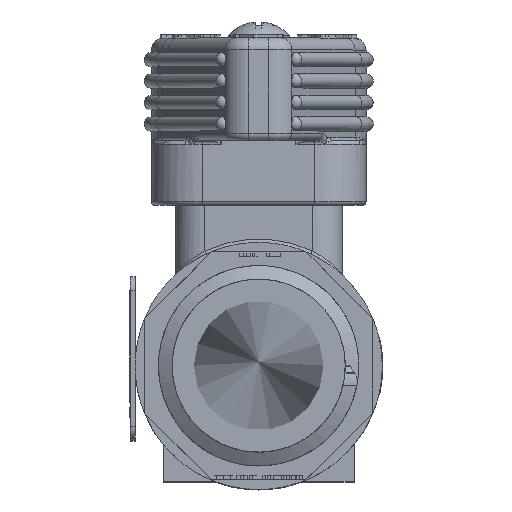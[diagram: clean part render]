
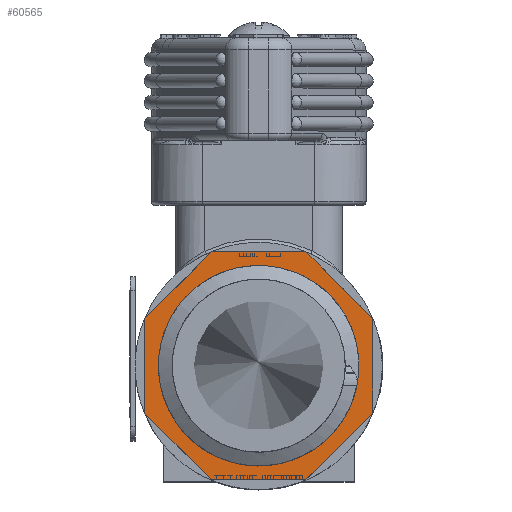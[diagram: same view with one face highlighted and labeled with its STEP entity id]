
A CAD part, top view. The second image highlights one B-rep face of the part: STEP entity #60565.
In plain terms, the highlighted face is planar.
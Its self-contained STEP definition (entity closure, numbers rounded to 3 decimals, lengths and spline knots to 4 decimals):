
#3818=FACE_BOUND('',#10780,.T.);
#4420=PLANE('',#64447);
#7203=FACE_OUTER_BOUND('',#10779,.T.);
#10779=EDGE_LOOP('',(#44201,#44202,#44203,#44204,#44205,#44206,#44207,#44208));
#10780=EDGE_LOOP('',(#44209));
#14812=LINE('',#88775,#20673);
#14900=LINE('',#89204,#20761);
#14903=LINE('',#89209,#20764);
#14905=LINE('',#89213,#20766);
#14907=LINE('',#89217,#20768);
#14908=LINE('',#89219,#20769);
#14910=LINE('',#89224,#20771);
#14911=LINE('',#89226,#20772);
#20673=VECTOR('',#69340,0.3937);
#20761=VECTOR('',#69544,0.3937);
#20764=VECTOR('',#69549,0.3937);
#20766=VECTOR('',#69553,0.3937);
#20768=VECTOR('',#69557,0.3937);
#20769=VECTOR('',#69560,0.3937);
#20771=VECTOR('',#69566,0.3937);
#20772=VECTOR('',#69569,0.3937);
#26155=CIRCLE('',#64310,0.3629);
#27834=VERTEX_POINT('',#86303);
#28024=VERTEX_POINT('',#88772);
#28025=VERTEX_POINT('',#88774);
#28115=VERTEX_POINT('',#89201);
#28116=VERTEX_POINT('',#89203);
#28117=VERTEX_POINT('',#89207);
#28118=VERTEX_POINT('',#89211);
#28119=VERTEX_POINT('',#89215);
#28120=VERTEX_POINT('',#89222);
#33882=EDGE_CURVE('',#27834,#27834,#26155,.T.);
#34170=EDGE_CURVE('',#28025,#28024,#14812,.T.);
#34301=EDGE_CURVE('',#28116,#28115,#14900,.T.);
#34304=EDGE_CURVE('',#28115,#28117,#14903,.T.);
#34306=EDGE_CURVE('',#28117,#28118,#14905,.T.);
#34308=EDGE_CURVE('',#28118,#28119,#14907,.T.);
#34309=EDGE_CURVE('',#28119,#28025,#14908,.T.);
#34311=EDGE_CURVE('',#28024,#28120,#14910,.T.);
#34312=EDGE_CURVE('',#28120,#28116,#14911,.T.);
#44201=ORIENTED_EDGE('',*,*,#34308,.T.);
#44202=ORIENTED_EDGE('',*,*,#34309,.T.);
#44203=ORIENTED_EDGE('',*,*,#34170,.T.);
#44204=ORIENTED_EDGE('',*,*,#34311,.T.);
#44205=ORIENTED_EDGE('',*,*,#34312,.T.);
#44206=ORIENTED_EDGE('',*,*,#34301,.T.);
#44207=ORIENTED_EDGE('',*,*,#34304,.T.);
#44208=ORIENTED_EDGE('',*,*,#34306,.T.);
#44209=ORIENTED_EDGE('',*,*,#33882,.T.);
#60565=ADVANCED_FACE('',(#7203,#3818),#4420,.F.);
#64310=AXIS2_PLACEMENT_3D('',#86305,#69041,#69042);
#64447=AXIS2_PLACEMENT_3D('',#89228,#69572,#69573);
#69041=DIRECTION('center_axis',(0.,1.,0.));
#69042=DIRECTION('ref_axis',(1.,0.,0.));
#69340=DIRECTION('',(1.,0.,0.));
#69544=DIRECTION('',(-0.707,0.,0.707));
#69549=DIRECTION('',(-1.,0.,0.));
#69553=DIRECTION('',(-0.707,0.,-0.707));
#69557=DIRECTION('',(0.,0.,-1.));
#69560=DIRECTION('',(0.707,0.,-0.707));
#69566=DIRECTION('',(0.707,0.,0.707));
#69569=DIRECTION('',(0.,0.,1.));
#69572=DIRECTION('center_axis',(0.,1.,0.));
#69573=DIRECTION('ref_axis',(0.,0.,1.));
#86303=CARTESIAN_POINT('',(-0.3629,0.,0.));
#86305=CARTESIAN_POINT('Origin',(0.,0.,0.));
#88772=CARTESIAN_POINT('',(0.198,0.,-0.478));
#88774=CARTESIAN_POINT('',(-0.198,0.,-0.478));
#88775=CARTESIAN_POINT('',(-0.198,0.,-0.478));
#89201=CARTESIAN_POINT('',(0.198,0.,0.478));
#89203=CARTESIAN_POINT('',(0.478,0.,0.198));
#89204=CARTESIAN_POINT('',(0.478,0.,0.198));
#89207=CARTESIAN_POINT('',(-0.198,0.,0.478));
#89209=CARTESIAN_POINT('',(0.198,0.,0.478));
#89211=CARTESIAN_POINT('',(-0.478,0.,0.198));
#89213=CARTESIAN_POINT('',(-0.198,0.,0.478));
#89215=CARTESIAN_POINT('',(-0.478,0.,-0.198));
#89217=CARTESIAN_POINT('',(-0.478,0.,0.198));
#89219=CARTESIAN_POINT('',(-0.478,0.,-0.198));
#89222=CARTESIAN_POINT('',(0.478,0.,-0.198));
#89224=CARTESIAN_POINT('',(0.198,0.,-0.478));
#89226=CARTESIAN_POINT('',(0.478,0.,-0.198));
#89228=CARTESIAN_POINT('Origin',(0.,0.,0.));
